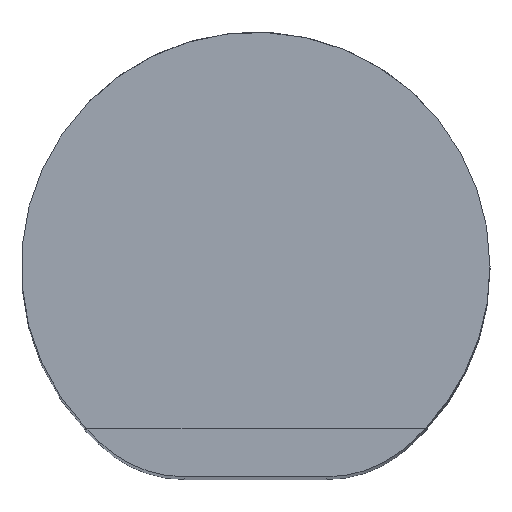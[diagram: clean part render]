
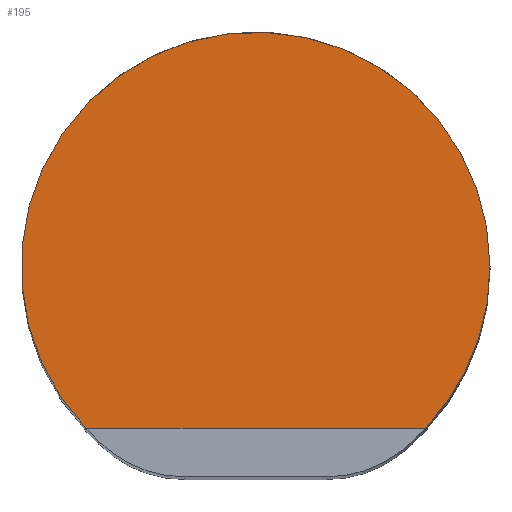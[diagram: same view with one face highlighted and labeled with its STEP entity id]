
A CAD part, top view. The second image highlights one B-rep face of the part: STEP entity #195.
In plain terms, the highlighted planar face has unit normal (0, 0, 1).
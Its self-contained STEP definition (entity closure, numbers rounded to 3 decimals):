
#66 = VERTEX_POINT('',#67);
#67 = CARTESIAN_POINT('',(5.25,-5.,49.8));
#73 = EDGE_CURVE('',#74,#66,#76,.T.);
#74 = VERTEX_POINT('',#75);
#75 = CARTESIAN_POINT('',(-5.25,-5.,49.8));
#76 = LINE('',#77,#78);
#77 = CARTESIAN_POINT('',(-7.5,-5.,49.8));
#78 = VECTOR('',#79,1.);
#79 = DIRECTION('',(1.,0.,0.));
#195 = ADVANCED_FACE('',(#196),#215,.T.);
#196 = FACE_BOUND('',#197,.T.);
#197 = EDGE_LOOP('',(#198,#207,#214));
#198 = ORIENTED_EDGE('',*,*,#199,.T.);
#199 = EDGE_CURVE('',#66,#200,#202,.T.);
#200 = VERTEX_POINT('',#201);
#201 = CARTESIAN_POINT('',(7.25,0.,49.8));
#202 = CIRCLE('',#203,7.25);
#203 = AXIS2_PLACEMENT_3D('',#204,#205,#206);
#204 = CARTESIAN_POINT('',(0.,0.,49.8));
#205 = DIRECTION('',(-0.,0.,1.));
#206 = DIRECTION('',(1.,0.,0.));
#207 = ORIENTED_EDGE('',*,*,#208,.T.);
#208 = EDGE_CURVE('',#200,#74,#209,.T.);
#209 = CIRCLE('',#210,7.25);
#210 = AXIS2_PLACEMENT_3D('',#211,#212,#213);
#211 = CARTESIAN_POINT('',(0.,0.,49.8));
#212 = DIRECTION('',(-0.,0.,1.));
#213 = DIRECTION('',(1.,0.,0.));
#214 = ORIENTED_EDGE('',*,*,#73,.T.);
#215 = PLANE('',#216);
#216 = AXIS2_PLACEMENT_3D('',#217,#218,#219);
#217 = CARTESIAN_POINT('',(0.,0.,49.8));
#218 = DIRECTION('',(0.,0.,1.));
#219 = DIRECTION('',(1.,0.,0.));
